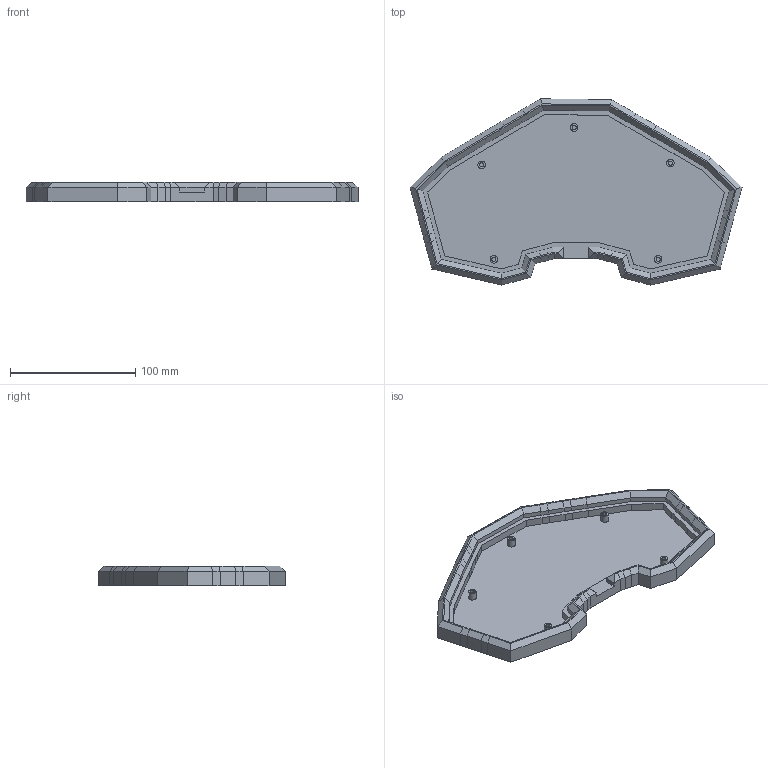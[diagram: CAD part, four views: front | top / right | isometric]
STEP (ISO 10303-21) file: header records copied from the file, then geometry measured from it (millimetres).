
FILE_DESCRIPTION(/* description */ (''),/* implementation_level */ '2;1');
FILE_NAME(/* name */ 'MrKrustyKrabFullCase.step',/* time_stamp */ '2023-08-10T00:04:34-07:00',/* author */ (''),/* organization */ (''),/* preprocessor_version */ 'ST-DEVELOPER v20',/* originating_system */ 'Autodesk Translation Framework v12.9.0.99',/* authorisation */ '');
FILE_SCHEMA (('AUTOMOTIVE_DESIGN { 1 0 10303 214 3 1 1 }'));
Length unit declared in the file: millimetre
Products named in the file (1): BatarangOrthoLayout
Bounding box: 264.61 x 148.42 x 15.2 mm (x, y, z)
Volume: 129339.1 mm3; surface area: 74265.7 mm2
Topology: 1 solids, 1 shells, 216 faces, 531 edges, 328 vertices
Faces by surface type: plane 206, cylinder 10
Full cylindrical faces by diameter (mm): 3.2 x5, 6 x5
Entity records: 6226 total; most frequent: CARTESIAN_POINT 1076, ORIENTED_EDGE 1062, DIRECTION 985, EDGE_CURVE 531, LINE 511, VECTOR 511, VERTEX_POINT 328, AXIS2_PLACEMENT_3D 237
